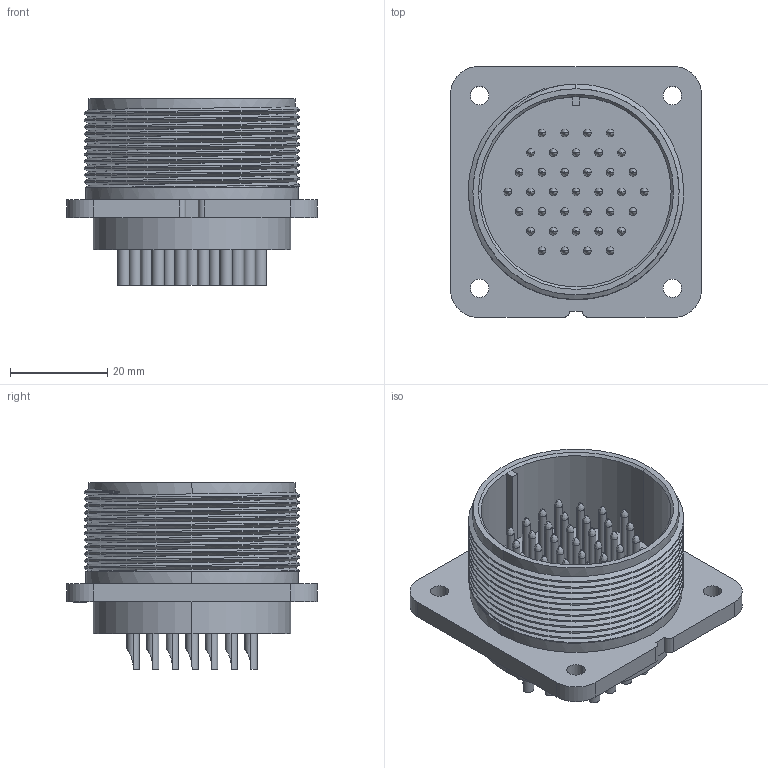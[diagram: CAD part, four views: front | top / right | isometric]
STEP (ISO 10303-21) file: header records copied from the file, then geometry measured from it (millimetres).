
FILE_DESCRIPTION (( 'STEP AP203' ), '1' );
FILE_NAME ('CXS3102A2821P.STEP', '2016-01-13T22:04:11', ( '' ), ( '' ), 'SwSTEP 2.0', 'SolidWorks 2014', '' );
FILE_SCHEMA (( 'CONFIG_CONTROL_DESIGN' ));
Length unit declared in the file: millimetre
Products named in the file (2): CXS3102A2821P
Bounding box: 51.56 x 51.56 x 38.4 mm (x, y, z)
Volume: 24973.7 mm3; surface area: 19256.3 mm2
Topology: 1 solids, 1 shells, 473 faces, 1085 edges, 696 vertices
Faces by surface type: cylinder 257, plane 123, bspline 89, cone 4
Entity records: 17076 total; most frequent: CARTESIAN_POINT 6671, ORIENTED_EDGE 2170, DIRECTION 2082, EDGE_CURVE 1085, AXIS2_PLACEMENT_3D 850, VERTEX_POINT 696, EDGE_LOOP 563, ADVANCED_FACE 473
